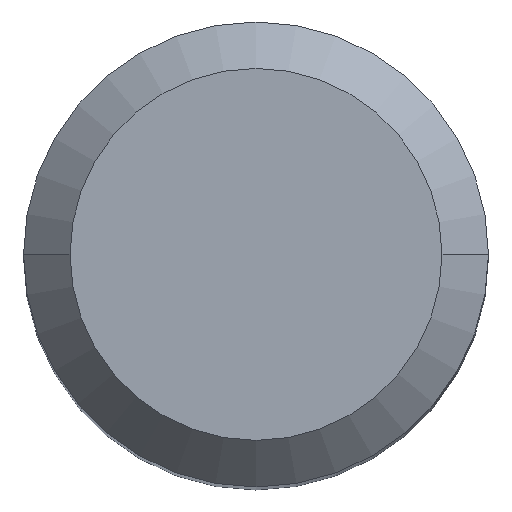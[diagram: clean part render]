
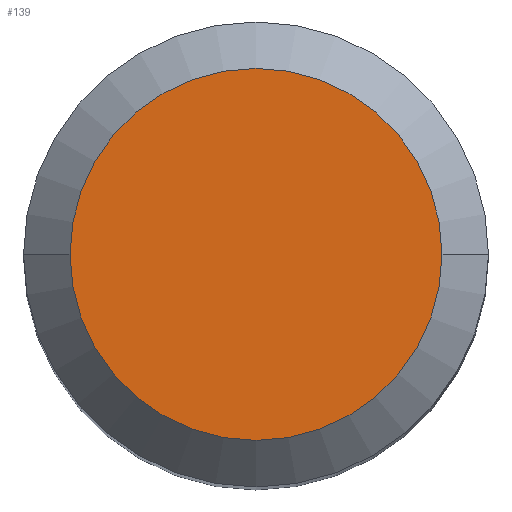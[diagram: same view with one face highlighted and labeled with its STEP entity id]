
A CAD part, top view. The second image highlights one B-rep face of the part: STEP entity #139.
In plain terms, the highlighted planar face has unit normal (0, 0, 1).
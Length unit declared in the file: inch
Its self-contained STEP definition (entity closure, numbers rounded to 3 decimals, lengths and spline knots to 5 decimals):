
#2 = DIRECTION ( 'NONE',  ( 0., 0., 1. ) ) ;
#33 = DIRECTION ( 'NONE',  ( 0., 0., 1. ) ) ;
#70 = PLANE ( 'NONE',  #394 ) ;
#72 = EDGE_CURVE ( 'NONE', #508, #172, #439, .T. ) ;
#105 = AXIS2_PLACEMENT_3D ( 'NONE', #438, #33, #479 ) ;
#120 = FACE_OUTER_BOUND ( 'NONE', #135, .T. ) ;
#135 = EDGE_LOOP ( 'NONE', ( #191, #466 ) ) ;
#139 = ADVANCED_FACE ( 'NONE', ( #120 ), #70, .F. ) ;
#172 = VERTEX_POINT ( 'NONE', #518 ) ;
#191 = ORIENTED_EDGE ( 'NONE', *, *, #290, .T. ) ;
#214 = CARTESIAN_POINT ( 'NONE',  ( 0.15748, 0., 0. ) ) ;
#278 = CARTESIAN_POINT ( 'NONE',  ( 0., 0., 0. ) ) ;
#281 = DIRECTION ( 'NONE',  ( 1., 0., 0. ) ) ;
#290 = EDGE_CURVE ( 'NONE', #172, #508, #471, .T. ) ;
#311 = DIRECTION ( 'NONE',  ( -1., 0., 0. ) ) ;
#394 = AXIS2_PLACEMENT_3D ( 'NONE', #473, #396, #311 ) ;
#396 = DIRECTION ( 'NONE',  ( 0., 0., -1. ) ) ;
#438 = CARTESIAN_POINT ( 'NONE',  ( 0., 0., 0. ) ) ;
#439 = CIRCLE ( 'NONE', #105, 0.15748 ) ;
#466 = ORIENTED_EDGE ( 'NONE', *, *, #72, .T. ) ;
#471 = CIRCLE ( 'NONE', #515, 0.15748 ) ;
#473 = CARTESIAN_POINT ( 'NONE',  ( 0., 0., 0. ) ) ;
#479 = DIRECTION ( 'NONE',  ( 1., 0., 0. ) ) ;
#508 = VERTEX_POINT ( 'NONE', #214 ) ;
#515 = AXIS2_PLACEMENT_3D ( 'NONE', #278, #2, #281 ) ;
#518 = CARTESIAN_POINT ( 'NONE',  ( -0.15748, 0., 0. ) ) ;
